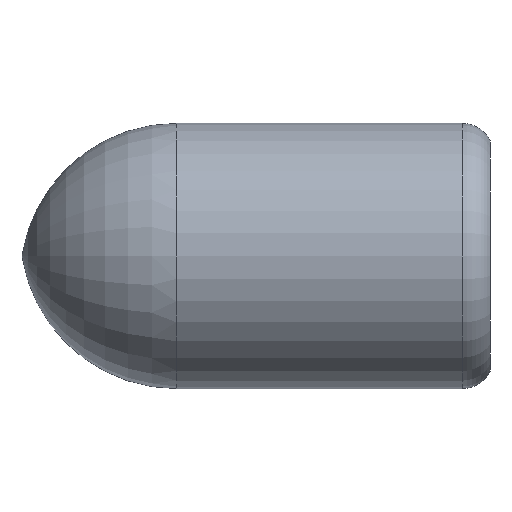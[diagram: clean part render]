
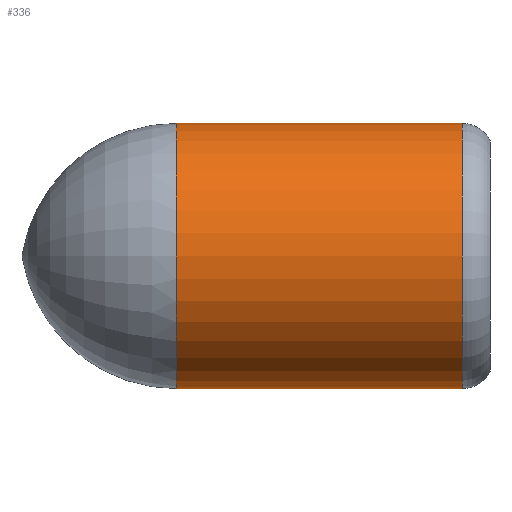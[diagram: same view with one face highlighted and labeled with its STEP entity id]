
A CAD part, left-side view. The second image highlights one B-rep face of the part: STEP entity #336.
In plain terms, the highlighted cylindrical face has radius 4.25 mm (diameter 8.5 mm), a partial arc.
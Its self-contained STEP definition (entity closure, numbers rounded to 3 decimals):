
#2 = CARTESIAN_POINT ( 'NONE',  ( 0., 0.89, 4.25 ) ) ;
#19 = DIRECTION ( 'NONE',  ( 0., -1., 0. ) ) ;
#23 = CYLINDRICAL_SURFACE ( 'NONE', #294, 4.25 ) ;
#25 = CARTESIAN_POINT ( 'NONE',  ( 0., 10.057, 0. ) ) ;
#33 = ORIENTED_EDGE ( 'NONE', *, *, #127, .F. ) ;
#34 = LINE ( 'NONE', #254, #249 ) ;
#40 = DIRECTION ( 'NONE',  ( 0., 0., -1. ) ) ;
#48 = DIRECTION ( 'NONE',  ( 0., -1., 0. ) ) ;
#56 = DIRECTION ( 'NONE',  ( 0., 0., -1. ) ) ;
#57 = VERTEX_POINT ( 'NONE', #250 ) ;
#61 = LINE ( 'NONE', #85, #229 ) ;
#65 = VERTEX_POINT ( 'NONE', #331 ) ;
#69 = CIRCLE ( 'NONE', #307, 4.25 ) ;
#82 = ORIENTED_EDGE ( 'NONE', *, *, #297, .F. ) ;
#85 = CARTESIAN_POINT ( 'NONE',  ( 0., 0., 4.25 ) ) ;
#112 = EDGE_CURVE ( 'NONE', #65, #57, #69, .T. ) ;
#120 = FACE_OUTER_BOUND ( 'NONE', #280, .T. ) ;
#127 = EDGE_CURVE ( 'NONE', #342, #174, #281, .T. ) ;
#128 = ORIENTED_EDGE ( 'NONE', *, *, #158, .T. ) ;
#144 = CARTESIAN_POINT ( 'NONE',  ( 0., 0., 0. ) ) ;
#158 = EDGE_CURVE ( 'NONE', #57, #174, #34, .T. ) ;
#174 = VERTEX_POINT ( 'NONE', #239 ) ;
#229 = VECTOR ( 'NONE', #317, 1000. ) ;
#239 = CARTESIAN_POINT ( 'NONE',  ( 0., 0.89, -4.25 ) ) ;
#246 = CARTESIAN_POINT ( 'NONE',  ( 0., 0.89, 0. ) ) ;
#247 = DIRECTION ( 'NONE',  ( 0., 0., -1. ) ) ;
#249 = VECTOR ( 'NONE', #335, 1000. ) ;
#250 = CARTESIAN_POINT ( 'NONE',  ( 0., 10.057, -4.25 ) ) ;
#251 = DIRECTION ( 'NONE',  ( 0., -1., 0. ) ) ;
#253 = ORIENTED_EDGE ( 'NONE', *, *, #112, .T. ) ;
#254 = CARTESIAN_POINT ( 'NONE',  ( 0., 0., -4.25 ) ) ;
#280 = EDGE_LOOP ( 'NONE', ( #82, #253, #128, #33 ) ) ;
#281 = CIRCLE ( 'NONE', #298, 4.25 ) ;
#294 = AXIS2_PLACEMENT_3D ( 'NONE', #144, #19, #40 ) ;
#297 = EDGE_CURVE ( 'NONE', #65, #342, #61, .T. ) ;
#298 = AXIS2_PLACEMENT_3D ( 'NONE', #246, #251, #247 ) ;
#307 = AXIS2_PLACEMENT_3D ( 'NONE', #25, #48, #56 ) ;
#317 = DIRECTION ( 'NONE',  ( 0., -1., 0. ) ) ;
#331 = CARTESIAN_POINT ( 'NONE',  ( 0., 10.057, 4.25 ) ) ;
#335 = DIRECTION ( 'NONE',  ( 0., -1., 0. ) ) ;
#336 = ADVANCED_FACE ( 'NONE', ( #120 ), #23, .T. ) ;
#342 = VERTEX_POINT ( 'NONE', #2 ) ;
